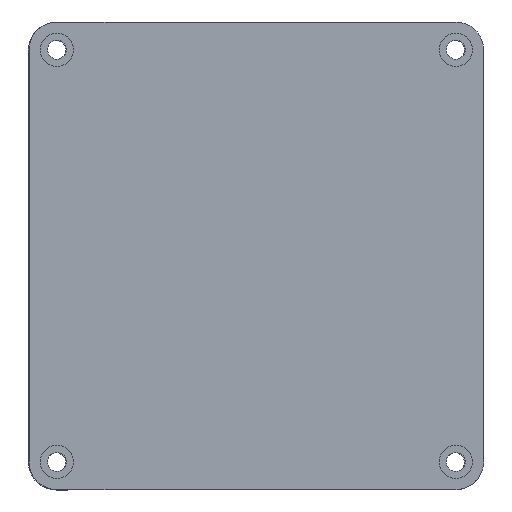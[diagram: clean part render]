
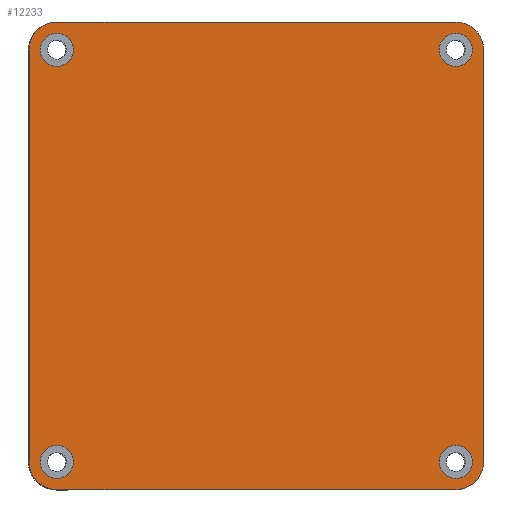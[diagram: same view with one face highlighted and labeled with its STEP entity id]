
A CAD part, left-side view. The second image highlights one B-rep face of the part: STEP entity #12233.
In plain terms, the highlighted planar face has unit normal (-1, 0, 0).
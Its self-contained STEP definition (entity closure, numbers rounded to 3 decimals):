
#1525=FACE_BOUND('',#2978,.T.);
#1526=FACE_BOUND('',#2979,.T.);
#1527=FACE_BOUND('',#2980,.T.);
#1528=FACE_BOUND('',#2981,.T.);
#1647=PLANE('',#12514);
#2282=FACE_OUTER_BOUND('',#2977,.T.);
#2977=EDGE_LOOP('',(#11523,#11524,#11525,#11526,#11527,#11528,#11529,#11530));
#2978=EDGE_LOOP('',(#11531));
#2979=EDGE_LOOP('',(#11532));
#2980=EDGE_LOOP('',(#11533));
#2981=EDGE_LOOP('',(#11534));
#3783=LINE('',#25727,#4606);
#3792=LINE('',#25747,#4615);
#3794=LINE('',#25753,#4617);
#3812=LINE('',#25805,#4635);
#4606=VECTOR('',#13745,10.);
#4615=VECTOR('',#13764,10.);
#4617=VECTOR('',#13772,10.);
#4635=VECTOR('',#13830,10.);
#4705=CIRCLE('',#12475,5.);
#4713=CIRCLE('',#12486,5.);
#4714=CIRCLE('',#12488,5.);
#4715=CIRCLE('',#12491,5.);
#4717=CIRCLE('',#12500,3.);
#4719=CIRCLE('',#12503,3.);
#4721=CIRCLE('',#12506,3.);
#4723=CIRCLE('',#12509,3.);
#5924=VERTEX_POINT('',#25682);
#5925=VERTEX_POINT('',#25684);
#5944=VERTEX_POINT('',#25726);
#5945=VERTEX_POINT('',#25730);
#5946=VERTEX_POINT('',#25734);
#5947=VERTEX_POINT('',#25736);
#5950=VERTEX_POINT('',#25745);
#5951=VERTEX_POINT('',#25749);
#5958=VERTEX_POINT('',#25777);
#5960=VERTEX_POINT('',#25783);
#5962=VERTEX_POINT('',#25789);
#5964=VERTEX_POINT('',#25795);
#7763=EDGE_CURVE('',#5924,#5925,#4705,.T.);
#7784=EDGE_CURVE('',#5944,#5925,#3783,.T.);
#7786=EDGE_CURVE('',#5944,#5945,#4713,.T.);
#7789=EDGE_CURVE('',#5946,#5947,#4714,.T.);
#7795=EDGE_CURVE('',#5946,#5950,#3792,.T.);
#7797=EDGE_CURVE('',#5951,#5950,#4715,.T.);
#7798=EDGE_CURVE('',#5951,#5945,#3794,.T.);
#7811=EDGE_CURVE('',#5958,#5958,#4717,.T.);
#7814=EDGE_CURVE('',#5960,#5960,#4719,.T.);
#7817=EDGE_CURVE('',#5962,#5962,#4721,.T.);
#7820=EDGE_CURVE('',#5964,#5964,#4723,.T.);
#7824=EDGE_CURVE('',#5924,#5947,#3812,.T.);
#11523=ORIENTED_EDGE('',*,*,#7763,.F.);
#11524=ORIENTED_EDGE('',*,*,#7824,.T.);
#11525=ORIENTED_EDGE('',*,*,#7789,.F.);
#11526=ORIENTED_EDGE('',*,*,#7795,.T.);
#11527=ORIENTED_EDGE('',*,*,#7797,.F.);
#11528=ORIENTED_EDGE('',*,*,#7798,.T.);
#11529=ORIENTED_EDGE('',*,*,#7786,.F.);
#11530=ORIENTED_EDGE('',*,*,#7784,.T.);
#11531=ORIENTED_EDGE('',*,*,#7820,.F.);
#11532=ORIENTED_EDGE('',*,*,#7811,.F.);
#11533=ORIENTED_EDGE('',*,*,#7814,.F.);
#11534=ORIENTED_EDGE('',*,*,#7817,.F.);
#12233=ADVANCED_FACE('',(#2282,#1525,#1526,#1527,#1528),#1647,.F.);
#12475=AXIS2_PLACEMENT_3D('',#25685,#13712,#13713);
#12486=AXIS2_PLACEMENT_3D('',#25731,#13749,#13750);
#12488=AXIS2_PLACEMENT_3D('',#25737,#13755,#13756);
#12491=AXIS2_PLACEMENT_3D('',#25751,#13768,#13769);
#12500=AXIS2_PLACEMENT_3D('',#25779,#13798,#13799);
#12503=AXIS2_PLACEMENT_3D('',#25785,#13805,#13806);
#12506=AXIS2_PLACEMENT_3D('',#25791,#13812,#13813);
#12509=AXIS2_PLACEMENT_3D('',#25797,#13819,#13820);
#12514=AXIS2_PLACEMENT_3D('',#25807,#13833,#13834);
#13712=DIRECTION('center_axis',(1.,0.,0.));
#13713=DIRECTION('ref_axis',(0.,0.707,0.707));
#13745=DIRECTION('',(0.,1.,0.));
#13749=DIRECTION('center_axis',(1.,0.,0.));
#13750=DIRECTION('ref_axis',(0.,-0.707,0.707));
#13755=DIRECTION('center_axis',(1.,0.,0.));
#13756=DIRECTION('ref_axis',(0.,0.707,-0.707));
#13764=DIRECTION('',(0.,-1.,0.));
#13768=DIRECTION('center_axis',(1.,0.,0.));
#13769=DIRECTION('ref_axis',(0.,-0.707,-0.707));
#13772=DIRECTION('',(0.,0.,1.));
#13798=DIRECTION('center_axis',(-1.,0.,0.));
#13799=DIRECTION('ref_axis',(0.,1.,0.));
#13805=DIRECTION('center_axis',(-1.,0.,0.));
#13806=DIRECTION('ref_axis',(0.,1.,0.));
#13812=DIRECTION('center_axis',(-1.,0.,0.));
#13813=DIRECTION('ref_axis',(0.,1.,0.));
#13819=DIRECTION('center_axis',(-1.,0.,0.));
#13820=DIRECTION('ref_axis',(0.,1.,0.));
#13830=DIRECTION('',(0.,0.,-1.));
#13833=DIRECTION('center_axis',(1.,0.,0.));
#13834=DIRECTION('ref_axis',(0.,1.,0.));
#25682=CARTESIAN_POINT('',(0.,21.913,12.108));
#25684=CARTESIAN_POINT('',(0.,16.913,17.108));
#25685=CARTESIAN_POINT('Origin',(0.,16.913,12.108));
#25726=CARTESIAN_POINT('',(0.,-55.,17.108));
#25727=CARTESIAN_POINT('',(0.,-60.,17.108));
#25730=CARTESIAN_POINT('',(0.,-60.,12.108));
#25731=CARTESIAN_POINT('Origin',(0.,-55.,12.108));
#25734=CARTESIAN_POINT('',(0.,16.913,-67.186));
#25736=CARTESIAN_POINT('',(0.,21.913,-62.186));
#25737=CARTESIAN_POINT('Origin',(0.,16.913,-62.186));
#25745=CARTESIAN_POINT('',(0.,-55.,-67.186));
#25747=CARTESIAN_POINT('',(0.,21.913,-67.186));
#25749=CARTESIAN_POINT('',(0.,-60.,-62.186));
#25751=CARTESIAN_POINT('Origin',(0.,-55.,-62.186));
#25753=CARTESIAN_POINT('',(0.,-60.,-67.186));
#25777=CARTESIAN_POINT('',(0.,-58.,12.108));
#25779=CARTESIAN_POINT('Origin',(0.,-55.,12.108));
#25783=CARTESIAN_POINT('',(0.,-58.,-62.186));
#25785=CARTESIAN_POINT('Origin',(0.,-55.,-62.186));
#25789=CARTESIAN_POINT('',(0.,13.913,-62.186));
#25791=CARTESIAN_POINT('Origin',(0.,16.913,-62.186));
#25795=CARTESIAN_POINT('',(0.,13.913,12.108));
#25797=CARTESIAN_POINT('Origin',(0.,16.913,12.108));
#25805=CARTESIAN_POINT('',(0.,21.913,17.108));
#25807=CARTESIAN_POINT('Origin',(0.,-19.044,-25.039));
